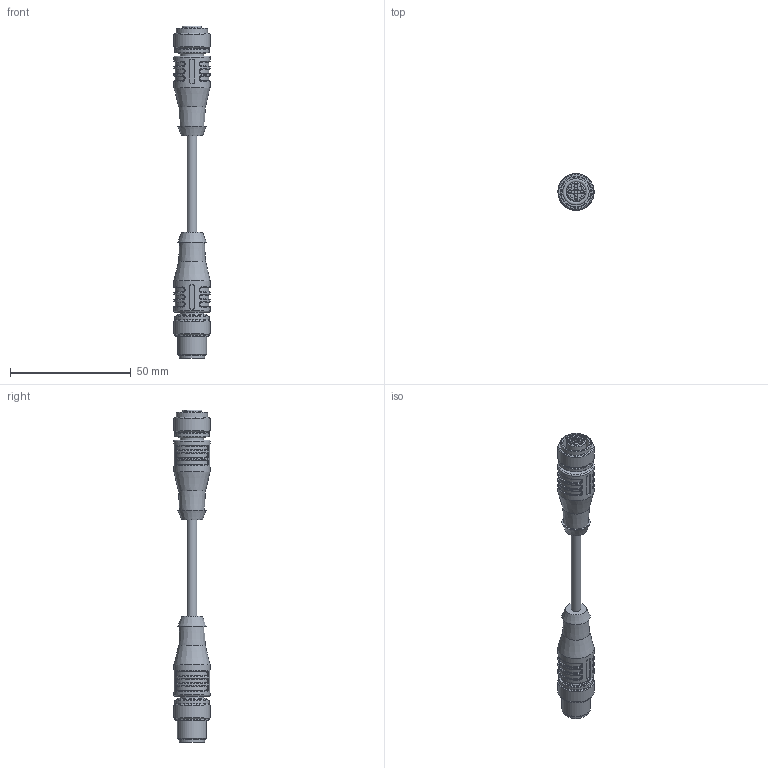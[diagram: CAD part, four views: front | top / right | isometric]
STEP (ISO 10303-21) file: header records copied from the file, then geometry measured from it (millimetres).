
FILE_DESCRIPTION(/* description */ (''),/* implementation_level */ '2;1');
FILE_NAME(/* name */ 'HT-WAK3-HT-WAS3.stp',/* time_stamp */ '2016-05-20T13:57:17+02:00',/* author */ (''),/* organization */ (''),/* preprocessor_version */ 'ST-DEVELOPER v16',/* originating_system */ 'SIEMENS PLM Software NX 10.0',/* authorisation */ '');
FILE_SCHEMA (('AUTOMOTIVE_DESIGN { 1 0 10303 214 3 1 1 1 }'));
Length unit declared in the file: millimetre
Products named in the file (1): HT-WAK3-HT-WAS3
Bounding box: 15.04 x 15.03 x 137.5 mm (x, y, z)
Volume: 12691.5 mm3; surface area: 6442.8 mm2
Topology: 1 solids, 1 shells, 370 faces, 859 edges, 536 vertices
Faces by surface type: cylinder 125, bspline 108, plane 105, cone 19, torus 13
Full cylindrical faces by diameter (mm): 1 x8, 1.15 x3, 1.5 x5, 4 x1, 8.375 x1, 9.6 x2, 10.45 x1, 10.95 x1, 12 x1, 12.3 x1, 12.5 x2, 13 x2, 14.2 x1, 14.25 x2, 15 x4
Entity records: 12180 total; most frequent: CARTESIAN_POINT 5611, ORIENTED_EDGE 1526, DIRECTION 1054, EDGE_CURVE 763, VERTEX_POINT 511, EDGE_LOOP 486, AXIS2_PLACEMENT_3D 473, ADVANCED_FACE 370
